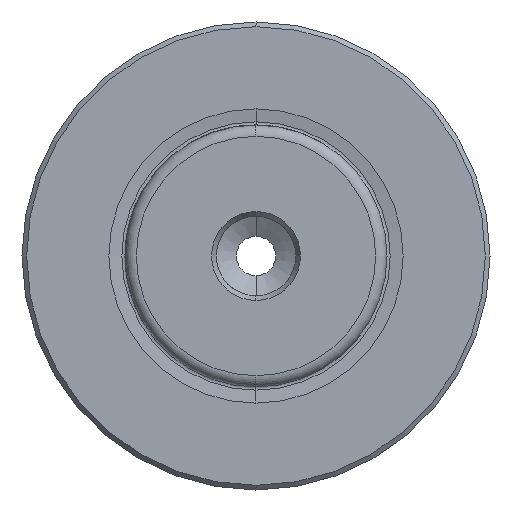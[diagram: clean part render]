
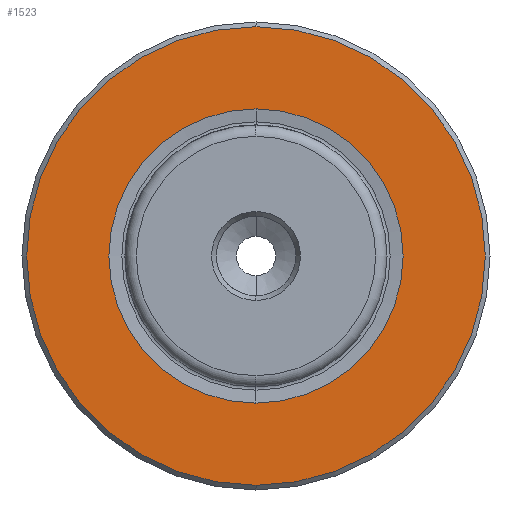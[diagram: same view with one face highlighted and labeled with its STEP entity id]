
A CAD part, left-side view. The second image highlights one B-rep face of the part: STEP entity #1523.
In plain terms, the highlighted planar face has unit normal (-1, 0, 0).
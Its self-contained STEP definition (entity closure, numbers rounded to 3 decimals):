
#5 = PLANE ( 'NONE',  #254 ) ;
#106 = CARTESIAN_POINT ( 'NONE',  ( 0., 15.715, 0. ) ) ;
#203 = CARTESIAN_POINT ( 'NONE',  ( 0., 0., 24.5 ) ) ;
#205 = AXIS2_PLACEMENT_3D ( 'NONE', #1157, #1148, #1105 ) ;
#254 = AXIS2_PLACEMENT_3D ( 'NONE', #106, #323, #321 ) ;
#308 = CARTESIAN_POINT ( 'NONE',  ( 0., 0., 0. ) ) ;
#319 = DIRECTION ( 'NONE',  ( -1., 0., 0. ) ) ;
#321 = DIRECTION ( 'NONE',  ( 0., 0., -1. ) ) ;
#323 = DIRECTION ( 'NONE',  ( 1., 0., 0. ) ) ;
#366 = DIRECTION ( 'NONE',  ( 0., 0., 1. ) ) ;
#534 = DIRECTION ( 'NONE',  ( 0., 0., 1. ) ) ;
#536 = DIRECTION ( 'NONE',  ( -1., 0., 0. ) ) ;
#540 = CARTESIAN_POINT ( 'NONE',  ( 0., 0., 0. ) ) ;
#621 = DIRECTION ( 'NONE',  ( 0., 0., 1. ) ) ;
#625 = DIRECTION ( 'NONE',  ( -1., 0., 0. ) ) ;
#628 = CARTESIAN_POINT ( 'NONE',  ( 0., 0., 0. ) ) ;
#815 = CIRCLE ( 'NONE', #1616, 15.715 ) ;
#842 = EDGE_LOOP ( 'NONE', ( #1881, #2079 ) ) ;
#847 = CIRCLE ( 'NONE', #1408, 15.715 ) ;
#1015 = CIRCLE ( 'NONE', #205, 24.5 ) ;
#1067 = AXIS2_PLACEMENT_3D ( 'NONE', #540, #536, #534 ) ;
#1105 = DIRECTION ( 'NONE',  ( 0., 0., 1. ) ) ;
#1148 = DIRECTION ( 'NONE',  ( -1., 0., 0. ) ) ;
#1157 = CARTESIAN_POINT ( 'NONE',  ( 0., 0., 0. ) ) ;
#1158 = ORIENTED_EDGE ( 'NONE', *, *, #1610, .F. ) ;
#1250 = VERTEX_POINT ( 'NONE', #2030 ) ;
#1392 = VERTEX_POINT ( 'NONE', #2680 ) ;
#1408 = AXIS2_PLACEMENT_3D ( 'NONE', #628, #625, #621 ) ;
#1423 = ORIENTED_EDGE ( 'NONE', *, *, #2494, .F. ) ;
#1457 = VERTEX_POINT ( 'NONE', #203 ) ;
#1509 = EDGE_LOOP ( 'NONE', ( #1158, #1423 ) ) ;
#1523 = ADVANCED_FACE ( 'NONE', ( #1812, #3202 ), #5, .F. ) ;
#1543 = EDGE_CURVE ( 'NONE', #1392, #1457, #1015, .T. ) ;
#1610 = EDGE_CURVE ( 'NONE', #1940, #1250, #815, .T. ) ;
#1616 = AXIS2_PLACEMENT_3D ( 'NONE', #308, #319, #366 ) ;
#1812 = FACE_BOUND ( 'NONE', #1509, .T. ) ;
#1881 = ORIENTED_EDGE ( 'NONE', *, *, #1543, .T. ) ;
#1940 = VERTEX_POINT ( 'NONE', #3373 ) ;
#2030 = CARTESIAN_POINT ( 'NONE',  ( 0., 0., -15.715 ) ) ;
#2079 = ORIENTED_EDGE ( 'NONE', *, *, #2537, .T. ) ;
#2494 = EDGE_CURVE ( 'NONE', #1250, #1940, #847, .T. ) ;
#2537 = EDGE_CURVE ( 'NONE', #1457, #1392, #2832, .T. ) ;
#2680 = CARTESIAN_POINT ( 'NONE',  ( 0., 0., -24.5 ) ) ;
#2832 = CIRCLE ( 'NONE', #1067, 24.5 ) ;
#3202 = FACE_OUTER_BOUND ( 'NONE', #842, .T. ) ;
#3373 = CARTESIAN_POINT ( 'NONE',  ( 0., 0., 15.715 ) ) ;
